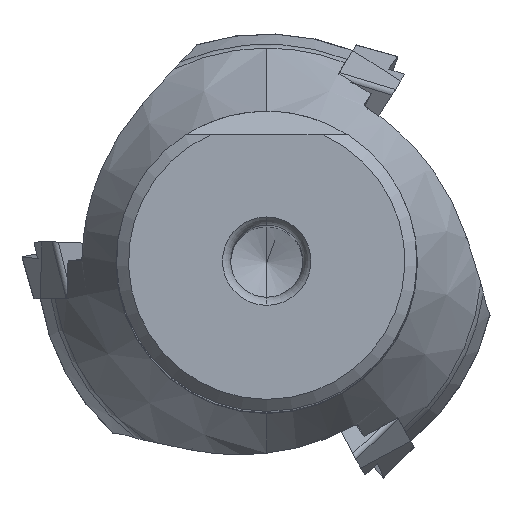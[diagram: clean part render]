
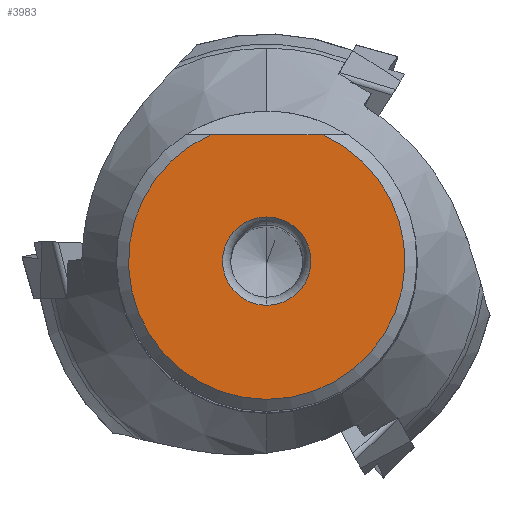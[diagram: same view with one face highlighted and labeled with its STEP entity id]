
A CAD part, top view. The second image highlights one B-rep face of the part: STEP entity #3983.
In plain terms, the highlighted face is planar.
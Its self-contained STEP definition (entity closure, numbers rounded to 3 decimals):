
#2534=CARTESIAN_POINT('',(0.,0.,0.));
#2535=DIRECTION('',(0.,0.,-1.));
#2536=DIRECTION('',(0.408,0.913,0.));
#2537=AXIS2_PLACEMENT_3D('',#2534,#2535,#2536);
#2562=DIRECTION('',(-1.,0.,0.));
#2563=VECTOR('',#2562,9.381);
#2564=CARTESIAN_POINT('',(4.69,10.5,0.));
#2565=LINE('',#2564,#2563);
#2569=CARTESIAN_POINT('',(0.,0.,0.));
#2570=DIRECTION('',(0.,0.,1.));
#2571=DIRECTION('',(0.,1.,0.));
#2572=AXIS2_PLACEMENT_3D('',#2569,#2570,#2571);
#2577=CARTESIAN_POINT('',(0.,0.,0.));
#2578=DIRECTION('',(0.,0.,1.));
#2579=DIRECTION('',(0.,-1.,0.));
#2580=AXIS2_PLACEMENT_3D('',#2577,#2578,#2579);
#2788=CARTESIAN_POINT('',(4.69,10.5,0.));
#2789=CARTESIAN_POINT('',(-4.69,10.5,0.));
#2790=VERTEX_POINT('',#2788);
#2791=VERTEX_POINT('',#2789);
#2807=CARTESIAN_POINT('',(0.,3.677,0.));
#2808=CARTESIAN_POINT('',(0.,-3.677,0.));
#2809=VERTEX_POINT('',#2807);
#2810=VERTEX_POINT('',#2808);
#3967=CARTESIAN_POINT('',(0.,0.,0.));
#3968=DIRECTION('',(0.,0.,-1.));
#3969=DIRECTION('',(0.,-1.,0.));
#3970=AXIS2_PLACEMENT_3D('',#3967,#3968,#3969);
#3971=PLANE('',#3970);
#3973=ORIENTED_EDGE('',*,*,#3972,.T.);
#3974=ORIENTED_EDGE('',*,*,#3956,.F.);
#3975=EDGE_LOOP('',(#3973,#3974));
#3976=FACE_OUTER_BOUND('',#3975,.F.);
#3978=ORIENTED_EDGE('',*,*,#3977,.F.);
#3980=ORIENTED_EDGE('',*,*,#3979,.F.);
#3981=EDGE_LOOP('',(#3978,#3980));
#3982=FACE_BOUND('',#3981,.F.);
#2538=CIRCLE('',#2537,11.5);
#2573=CIRCLE('',#2572,3.677);
#2581=CIRCLE('',#2580,3.677);
#3956=EDGE_CURVE('',#2790,#2791,#2538,.T.);
#3972=EDGE_CURVE('',#2790,#2791,#2565,.T.);
#3977=EDGE_CURVE('',#2809,#2810,#2573,.T.);
#3979=EDGE_CURVE('',#2810,#2809,#2581,.T.);
#3983=ADVANCED_FACE('',(#3976,#3982),#3971,.T.);
